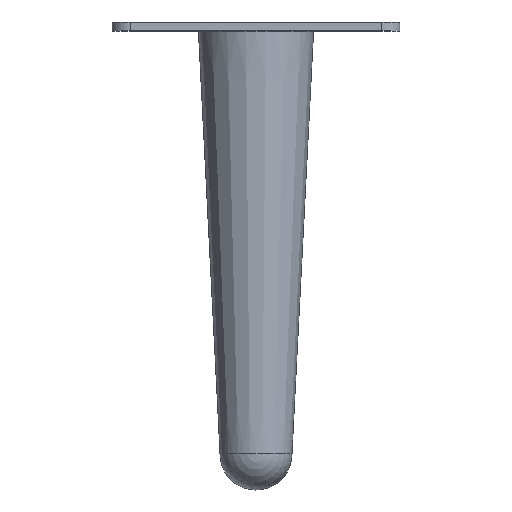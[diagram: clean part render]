
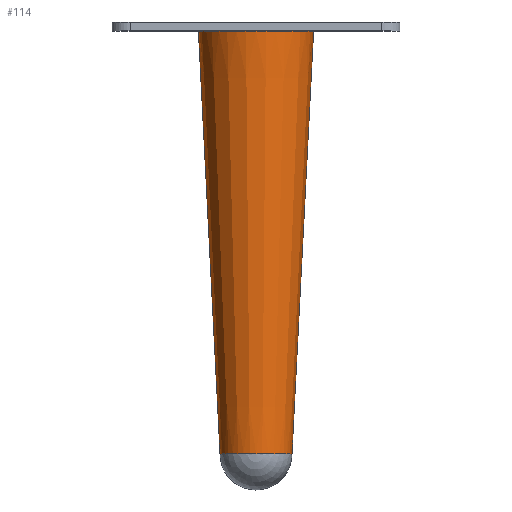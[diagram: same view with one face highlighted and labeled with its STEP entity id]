
A CAD part, top view. The second image highlights one B-rep face of the part: STEP entity #114.
In plain terms, the highlighted conical face has half-angle 2.923 degrees and reference radius 10 mm.
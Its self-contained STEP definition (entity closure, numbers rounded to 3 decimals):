
#4 = DIRECTION ( 'NONE',  ( -0.051, 0.999, 0. ) ) ;
#35 = DIRECTION ( 'NONE',  ( 0., 1., 0. ) ) ;
#66 = EDGE_CURVE ( 'NONE', #706, #67, #359, .T. ) ;
#67 = VERTEX_POINT ( 'NONE', #446 ) ;
#72 = ORIENTED_EDGE ( 'NONE', *, *, #214, .T. ) ;
#75 = DIRECTION ( 'NONE',  ( 0., -1., 0. ) ) ;
#78 = LINE ( 'NONE', #702, #397 ) ;
#114 = ADVANCED_FACE ( 'NONE', ( #157 ), #198, .T. ) ;
#157 = FACE_OUTER_BOUND ( 'NONE', #641, .T. ) ;
#160 = ORIENTED_EDGE ( 'NONE', *, *, #66, .T. ) ;
#198 = CONICAL_SURFACE ( 'NONE', #687, 10., 0.051 ) ;
#200 = CARTESIAN_POINT ( 'NONE',  ( -10., -120., 0. ) ) ;
#204 = VERTEX_POINT ( 'NONE', #471 ) ;
#214 = EDGE_CURVE ( 'NONE', #67, #204, #78, .T. ) ;
#229 = VECTOR ( 'NONE', #4, 1000. ) ;
#243 = CARTESIAN_POINT ( 'NONE',  ( 0., -2.5, 0. ) ) ;
#287 = LINE ( 'NONE', #604, #229 ) ;
#312 = DIRECTION ( 'NONE',  ( 0., 0., 1. ) ) ;
#321 = ORIENTED_EDGE ( 'NONE', *, *, #568, .F. ) ;
#323 = EDGE_CURVE ( 'NONE', #204, #635, #467, .T. ) ;
#339 = AXIS2_PLACEMENT_3D ( 'NONE', #243, #75, #312 ) ;
#359 = CIRCLE ( 'NONE', #659, 10. ) ;
#379 = CARTESIAN_POINT ( 'NONE',  ( -16., -2.5, 0. ) ) ;
#397 = VECTOR ( 'NONE', #708, 1000. ) ;
#403 = ORIENTED_EDGE ( 'NONE', *, *, #323, .T. ) ;
#446 = CARTESIAN_POINT ( 'NONE',  ( 10., -120., 0. ) ) ;
#449 = CARTESIAN_POINT ( 'NONE',  ( 0., -120., 0. ) ) ;
#467 = CIRCLE ( 'NONE', #339, 16. ) ;
#471 = CARTESIAN_POINT ( 'NONE',  ( 16., -2.5, 0. ) ) ;
#504 = DIRECTION ( 'NONE',  ( -1., 0., 0. ) ) ;
#556 = CARTESIAN_POINT ( 'NONE',  ( 0., -120., 0. ) ) ;
#568 = EDGE_CURVE ( 'NONE', #706, #635, #287, .T. ) ;
#604 = CARTESIAN_POINT ( 'NONE',  ( -10., -120., 0. ) ) ;
#608 = DIRECTION ( 'NONE',  ( 0., 1., 0. ) ) ;
#635 = VERTEX_POINT ( 'NONE', #379 ) ;
#641 = EDGE_LOOP ( 'NONE', ( #160, #72, #403, #321 ) ) ;
#659 = AXIS2_PLACEMENT_3D ( 'NONE', #556, #608, #722 ) ;
#687 = AXIS2_PLACEMENT_3D ( 'NONE', #449, #35, #504 ) ;
#702 = CARTESIAN_POINT ( 'NONE',  ( 10., -120., 0. ) ) ;
#706 = VERTEX_POINT ( 'NONE', #200 ) ;
#708 = DIRECTION ( 'NONE',  ( 0.051, 0.999, 0. ) ) ;
#722 = DIRECTION ( 'NONE',  ( -1., 0., 0. ) ) ;
